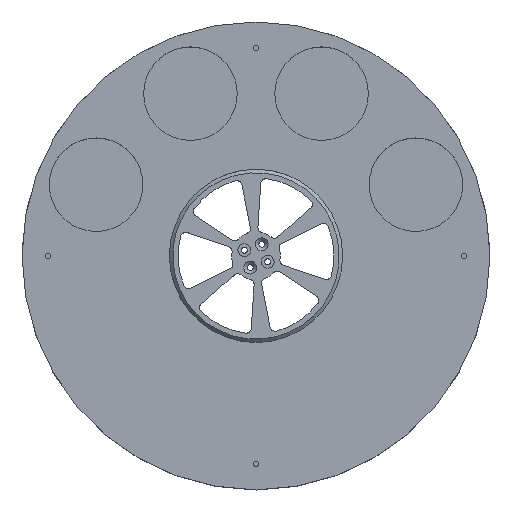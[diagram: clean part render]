
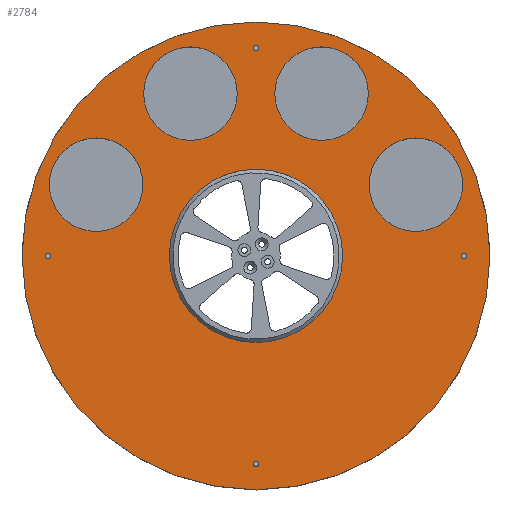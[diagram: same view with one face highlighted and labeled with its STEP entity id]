
A CAD part, top view. The second image highlights one B-rep face of the part: STEP entity #2784.
In plain terms, the highlighted planar face has unit normal (0, 0, 1).
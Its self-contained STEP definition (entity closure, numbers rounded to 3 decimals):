
#125=FACE_BOUND('',#451,.T.);
#126=FACE_BOUND('',#452,.T.);
#127=FACE_BOUND('',#453,.T.);
#128=FACE_BOUND('',#454,.T.);
#129=FACE_BOUND('',#455,.T.);
#130=FACE_BOUND('',#456,.T.);
#131=FACE_BOUND('',#457,.T.);
#132=FACE_BOUND('',#458,.T.);
#133=FACE_BOUND('',#459,.T.);
#175=PLANE('',#3134);
#258=FACE_OUTER_BOUND('',#450,.T.);
#450=EDGE_LOOP('',(#2056));
#451=EDGE_LOOP('',(#2057));
#452=EDGE_LOOP('',(#2058));
#453=EDGE_LOOP('',(#2059));
#454=EDGE_LOOP('',(#2060));
#455=EDGE_LOOP('',(#2061));
#456=EDGE_LOOP('',(#2062));
#457=EDGE_LOOP('',(#2063));
#458=EDGE_LOOP('',(#2064));
#459=EDGE_LOOP('',(#2065));
#1027=CIRCLE('',#3105,50.);
#1029=CIRCLE('',#3108,1.6);
#1031=CIRCLE('',#3111,1.6);
#1033=CIRCLE('',#3114,1.6);
#1035=CIRCLE('',#3117,1.6);
#1037=CIRCLE('',#3120,27.);
#1039=CIRCLE('',#3123,27.);
#1041=CIRCLE('',#3126,27.);
#1043=CIRCLE('',#3129,27.);
#1045=CIRCLE('',#3132,135.);
#1246=VERTEX_POINT('',#4547);
#1248=VERTEX_POINT('',#4553);
#1250=VERTEX_POINT('',#4559);
#1252=VERTEX_POINT('',#4565);
#1254=VERTEX_POINT('',#4571);
#1256=VERTEX_POINT('',#4577);
#1258=VERTEX_POINT('',#4583);
#1260=VERTEX_POINT('',#4589);
#1262=VERTEX_POINT('',#4595);
#1264=VERTEX_POINT('',#4601);
#1530=EDGE_CURVE('',#1246,#1246,#1027,.T.);
#1533=EDGE_CURVE('',#1248,#1248,#1029,.T.);
#1536=EDGE_CURVE('',#1250,#1250,#1031,.T.);
#1539=EDGE_CURVE('',#1252,#1252,#1033,.T.);
#1542=EDGE_CURVE('',#1254,#1254,#1035,.T.);
#1545=EDGE_CURVE('',#1256,#1256,#1037,.T.);
#1548=EDGE_CURVE('',#1258,#1258,#1039,.T.);
#1551=EDGE_CURVE('',#1260,#1260,#1041,.T.);
#1554=EDGE_CURVE('',#1262,#1262,#1043,.T.);
#1557=EDGE_CURVE('',#1264,#1264,#1045,.T.);
#2056=ORIENTED_EDGE('',*,*,#1557,.T.);
#2057=ORIENTED_EDGE('',*,*,#1530,.T.);
#2058=ORIENTED_EDGE('',*,*,#1554,.T.);
#2059=ORIENTED_EDGE('',*,*,#1551,.T.);
#2060=ORIENTED_EDGE('',*,*,#1548,.T.);
#2061=ORIENTED_EDGE('',*,*,#1545,.T.);
#2062=ORIENTED_EDGE('',*,*,#1542,.T.);
#2063=ORIENTED_EDGE('',*,*,#1539,.T.);
#2064=ORIENTED_EDGE('',*,*,#1536,.T.);
#2065=ORIENTED_EDGE('',*,*,#1533,.T.);
#2784=ADVANCED_FACE('',(#258,#125,#126,#127,#128,#129,#130,#131,#132,#133),
#175,.T.);
#3105=AXIS2_PLACEMENT_3D('',#4548,#3622,#3623);
#3108=AXIS2_PLACEMENT_3D('',#4554,#3629,#3630);
#3111=AXIS2_PLACEMENT_3D('',#4560,#3636,#3637);
#3114=AXIS2_PLACEMENT_3D('',#4566,#3643,#3644);
#3117=AXIS2_PLACEMENT_3D('',#4572,#3650,#3651);
#3120=AXIS2_PLACEMENT_3D('',#4578,#3657,#3658);
#3123=AXIS2_PLACEMENT_3D('',#4584,#3664,#3665);
#3126=AXIS2_PLACEMENT_3D('',#4590,#3671,#3672);
#3129=AXIS2_PLACEMENT_3D('',#4596,#3678,#3679);
#3132=AXIS2_PLACEMENT_3D('',#4602,#3685,#3686);
#3134=AXIS2_PLACEMENT_3D('',#4606,#3690,#3691);
#3622=DIRECTION('center_axis',(0.,0.,-1.));
#3623=DIRECTION('ref_axis',(1.,0.,0.));
#3629=DIRECTION('center_axis',(0.,0.,-1.));
#3630=DIRECTION('ref_axis',(1.,0.,0.));
#3636=DIRECTION('center_axis',(0.,0.,-1.));
#3637=DIRECTION('ref_axis',(1.,0.,0.));
#3643=DIRECTION('center_axis',(0.,0.,-1.));
#3644=DIRECTION('ref_axis',(1.,0.,0.));
#3650=DIRECTION('center_axis',(0.,0.,-1.));
#3651=DIRECTION('ref_axis',(1.,0.,0.));
#3657=DIRECTION('center_axis',(0.,0.,-1.));
#3658=DIRECTION('ref_axis',(1.,0.,0.));
#3664=DIRECTION('center_axis',(0.,0.,-1.));
#3665=DIRECTION('ref_axis',(1.,0.,0.));
#3671=DIRECTION('center_axis',(0.,0.,-1.));
#3672=DIRECTION('ref_axis',(1.,0.,0.));
#3678=DIRECTION('center_axis',(0.,0.,-1.));
#3679=DIRECTION('ref_axis',(1.,0.,0.));
#3685=DIRECTION('center_axis',(0.,0.,1.));
#3686=DIRECTION('ref_axis',(-1.,0.,0.));
#3690=DIRECTION('center_axis',(0.,0.,1.));
#3691=DIRECTION('ref_axis',(1.,0.,0.));
#4547=CARTESIAN_POINT('',(-50.,0.,59.));
#4548=CARTESIAN_POINT('Origin',(0.,0.,59.));
#4553=CARTESIAN_POINT('',(-1.6,120.,59.));
#4554=CARTESIAN_POINT('Origin',(0.,120.,59.));
#4559=CARTESIAN_POINT('',(118.4,0.,59.));
#4560=CARTESIAN_POINT('Origin',(120.,0.,59.));
#4565=CARTESIAN_POINT('',(-121.6,0.,59.));
#4566=CARTESIAN_POINT('Origin',(-120.,0.,59.));
#4571=CARTESIAN_POINT('',(-1.6,-120.,59.));
#4572=CARTESIAN_POINT('Origin',(0.,-120.,59.));
#4577=CARTESIAN_POINT('',(-64.835,93.646,59.));
#4578=CARTESIAN_POINT('Origin',(-37.835,93.646,59.));
#4583=CARTESIAN_POINT('',(-119.268,41.08,59.));
#4584=CARTESIAN_POINT('Origin',(-92.268,41.08,59.));
#4589=CARTESIAN_POINT('',(10.835,93.646,59.));
#4590=CARTESIAN_POINT('Origin',(37.835,93.646,59.));
#4595=CARTESIAN_POINT('',(65.268,41.08,59.));
#4596=CARTESIAN_POINT('Origin',(92.268,41.08,59.));
#4601=CARTESIAN_POINT('',(135.,0.,59.));
#4602=CARTESIAN_POINT('Origin',(0.,0.,59.));
#4606=CARTESIAN_POINT('Origin',(0.,0.,59.));
